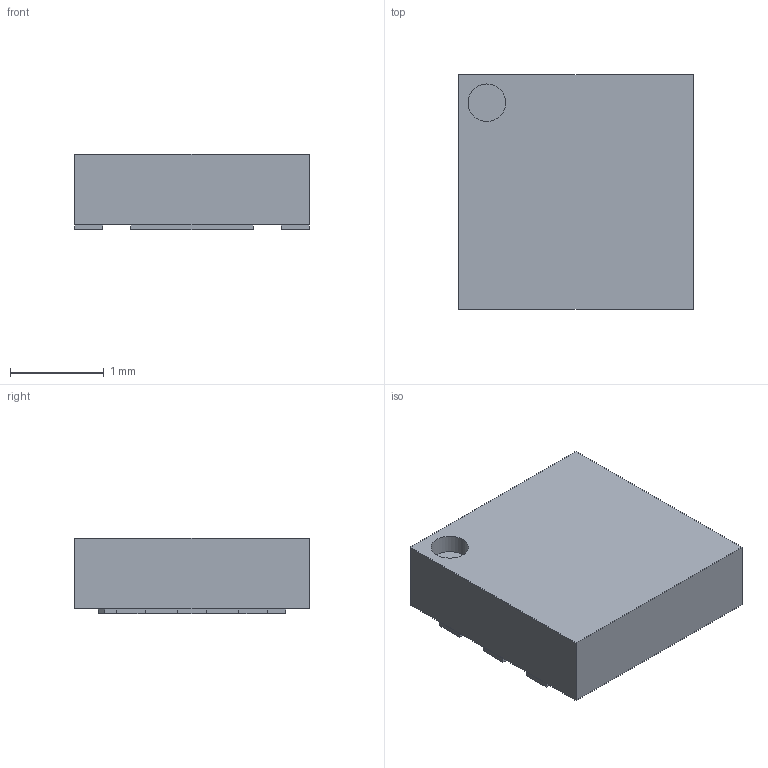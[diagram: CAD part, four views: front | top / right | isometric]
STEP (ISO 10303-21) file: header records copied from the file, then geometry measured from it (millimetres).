
FILE_DESCRIPTION(('FreeCAD Model'),'2;1');
FILE_NAME('TDFN-6-1EP_2.5x2.5mm_P0.65mm_EP1.3x2mm.step', '2019-06-14T16:32:25',('kicad StepUp'),('ksu MCAD'), 'Open CASCADE STEP processor 7.3','FreeCAD','Unknown');
FILE_SCHEMA(('AUTOMOTIVE_DESIGN { 1 0 10303 214 1 1 1 1 }'));
Length unit declared in the file: millimetre
Products named in the file (1): TDFN-6-1EP_2.5x2.5mm_P0.65mm_EP1.3x2mm
Bounding box: 2.5 x 2.5 x 0.8 mm (x, y, z)
Volume: 4.8 mm3; surface area: 27.2 mm2
Topology: 8 solids, 8 shells, 51 faces, 102 edges, 68 vertices
Faces by surface type: plane 50, cylinder 1
Full cylindrical faces by diameter (mm): 0.4 x1
Entity records: 1655 total; most frequent: CARTESIAN_POINT 222, DIRECTION 208, ORIENTED_EDGE 204, EDGE_CURVE 102, LINE 100, VECTOR 100, VERTEX_POINT 68, AXIS2_PLACEMENT_3D 54
